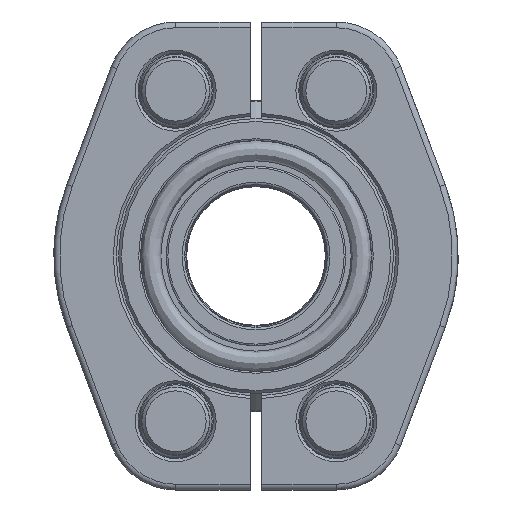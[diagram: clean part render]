
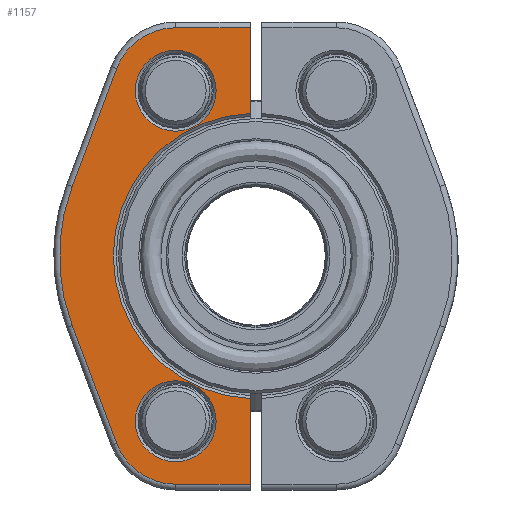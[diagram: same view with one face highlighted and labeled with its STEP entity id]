
A CAD part, left-side view. The second image highlights one B-rep face of the part: STEP entity #1157.
In plain terms, the highlighted face is planar.
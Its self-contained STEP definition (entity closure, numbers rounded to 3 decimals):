
#1045=PLANE('',#2735);
#1157=ADVANCED_FACE('',(#1333,#1334,#1335),#1045,.T.);
#1333=FACE_BOUND('',#1485,.T.);
#1334=FACE_BOUND('',#1486,.T.);
#1335=FACE_BOUND('',#1487,.T.);
#1485=EDGE_LOOP('',(#1902,#1903,#1904,#1905,#1906,#1907,#1908,#1909,#1910,
#1911));
#1486=EDGE_LOOP('',(#1912));
#1487=EDGE_LOOP('',(#1913));
#1616=CIRCLE('',#2729,10.9);
#1617=CIRCLE('',#2730,34.);
#1618=CIRCLE('',#2731,10.9);
#1619=CIRCLE('',#2732,24.7);
#1620=CIRCLE('',#2733,7.);
#1621=CIRCLE('',#2734,7.);
#1902=ORIENTED_EDGE('',*,*,#2373,.F.);
#1903=ORIENTED_EDGE('',*,*,#2374,.T.);
#1904=ORIENTED_EDGE('',*,*,#2375,.T.);
#1905=ORIENTED_EDGE('',*,*,#2376,.T.);
#1906=ORIENTED_EDGE('',*,*,#2377,.T.);
#1907=ORIENTED_EDGE('',*,*,#2378,.T.);
#1908=ORIENTED_EDGE('',*,*,#2379,.T.);
#1909=ORIENTED_EDGE('',*,*,#2380,.T.);
#1910=ORIENTED_EDGE('',*,*,#2381,.F.);
#1911=ORIENTED_EDGE('',*,*,#2382,.T.);
#1912=ORIENTED_EDGE('',*,*,#2383,.T.);
#1913=ORIENTED_EDGE('',*,*,#2384,.T.);
#2199=VERTEX_POINT('',#3816);
#2200=VERTEX_POINT('',#3817);
#2201=VERTEX_POINT('',#3819);
#2202=VERTEX_POINT('',#3821);
#2203=VERTEX_POINT('',#3823);
#2204=VERTEX_POINT('',#3825);
#2205=VERTEX_POINT('',#3827);
#2206=VERTEX_POINT('',#3829);
#2207=VERTEX_POINT('',#3831);
#2208=VERTEX_POINT('',#3833);
#2209=VERTEX_POINT('',#3836);
#2210=VERTEX_POINT('',#3838);
#2373=EDGE_CURVE('',#2199,#2200,#2493,.T.);
#2374=EDGE_CURVE('',#2199,#2201,#2494,.T.);
#2375=EDGE_CURVE('',#2201,#2202,#1616,.T.);
#2376=EDGE_CURVE('',#2202,#2203,#2495,.T.);
#2377=EDGE_CURVE('',#2203,#2204,#1617,.T.);
#2378=EDGE_CURVE('',#2204,#2205,#2496,.T.);
#2379=EDGE_CURVE('',#2205,#2206,#1618,.T.);
#2380=EDGE_CURVE('',#2206,#2207,#2497,.T.);
#2381=EDGE_CURVE('',#2208,#2207,#2498,.T.);
#2382=EDGE_CURVE('',#2208,#2200,#1619,.T.);
#2383=EDGE_CURVE('',#2209,#2209,#1620,.T.);
#2384=EDGE_CURVE('',#2210,#2210,#1621,.T.);
#2493=LINE('',#3815,#2553);
#2494=LINE('',#3818,#2554);
#2495=LINE('',#3822,#2555);
#2496=LINE('',#3826,#2556);
#2497=LINE('',#3830,#2557);
#2498=LINE('',#3832,#2558);
#2553=VECTOR('',#3203,1.);
#2554=VECTOR('',#3204,1.);
#2555=VECTOR('',#3207,1.);
#2556=VECTOR('',#3210,1.);
#2557=VECTOR('',#3213,1.);
#2558=VECTOR('',#3214,1.);
#2729=AXIS2_PLACEMENT_3D('',#3820,#3205,#3206);
#2730=AXIS2_PLACEMENT_3D('',#3824,#3208,#3209);
#2731=AXIS2_PLACEMENT_3D('',#3828,#3211,#3212);
#2732=AXIS2_PLACEMENT_3D('',#3834,#3215,#3216);
#2733=AXIS2_PLACEMENT_3D('',#3835,#3217,#3218);
#2734=AXIS2_PLACEMENT_3D('',#3837,#3219,#3220);
#2735=AXIS2_PLACEMENT_3D('',#3839,#3221,#3222);
#3203=DIRECTION('',(1.,0.,0.));
#3204=DIRECTION('',(0.,1.,0.));
#3205=DIRECTION('',(0.,0.,-1.));
#3206=DIRECTION('',(-1.,0.,0.));
#3207=DIRECTION('',(0.936,0.353,0.));
#3208=DIRECTION('',(0.,0.,-1.));
#3209=DIRECTION('',(-1.,0.,0.));
#3210=DIRECTION('',(0.936,-0.353,0.));
#3211=DIRECTION('',(0.,0.,-1.));
#3212=DIRECTION('',(-1.,0.,0.));
#3213=DIRECTION('',(0.,-1.,0.));
#3214=DIRECTION('',(1.,0.,0.));
#3215=DIRECTION('',(0.,0.,1.));
#3216=DIRECTION('',(-1.,0.,0.));
#3217=DIRECTION('',(0.,0.,1.));
#3218=DIRECTION('',(-1.,0.,0.));
#3219=DIRECTION('',(0.,0.,1.));
#3220=DIRECTION('',(-1.,0.,0.));
#3221=DIRECTION('',(0.,0.,-1.));
#3222=DIRECTION('',(-1.,0.,0.));
#3815=CARTESIAN_POINT('',(-45.,1.,0.));
#3816=CARTESIAN_POINT('',(-39.5,1.,0.));
#3817=CARTESIAN_POINT('',(-24.68,1.,0.));
#3818=CARTESIAN_POINT('',(-39.5,-13.9,0.));
#3819=CARTESIAN_POINT('',(-39.5,13.9,0.));
#3820=CARTESIAN_POINT('',(-28.6,13.9,0.));
#3821=CARTESIAN_POINT('',(-32.447,24.098,0.));
#3822=CARTESIAN_POINT('',(8.446,39.525,0.));
#3823=CARTESIAN_POINT('',(-12.001,31.812,0.));
#3824=CARTESIAN_POINT('',(0.,0.,0.));
#3825=CARTESIAN_POINT('',(12.001,31.812,0.));
#3826=CARTESIAN_POINT('',(41.628,20.635,0.));
#3827=CARTESIAN_POINT('',(32.447,24.098,0.));
#3828=CARTESIAN_POINT('',(28.6,13.9,0.));
#3829=CARTESIAN_POINT('',(39.5,13.9,0.));
#3830=CARTESIAN_POINT('',(39.5,-13.9,0.));
#3831=CARTESIAN_POINT('',(39.5,1.,0.));
#3832=CARTESIAN_POINT('',(-45.,1.,0.));
#3833=CARTESIAN_POINT('',(24.68,1.,0.));
#3834=CARTESIAN_POINT('',(0.,0.,0.));
#3835=CARTESIAN_POINT('',(28.6,13.9,0.));
#3836=CARTESIAN_POINT('',(21.6,13.9,0.));
#3837=CARTESIAN_POINT('',(-28.6,13.9,0.));
#3838=CARTESIAN_POINT('',(-35.6,13.9,0.));
#3839=CARTESIAN_POINT('',(28.6,-13.9,0.));
